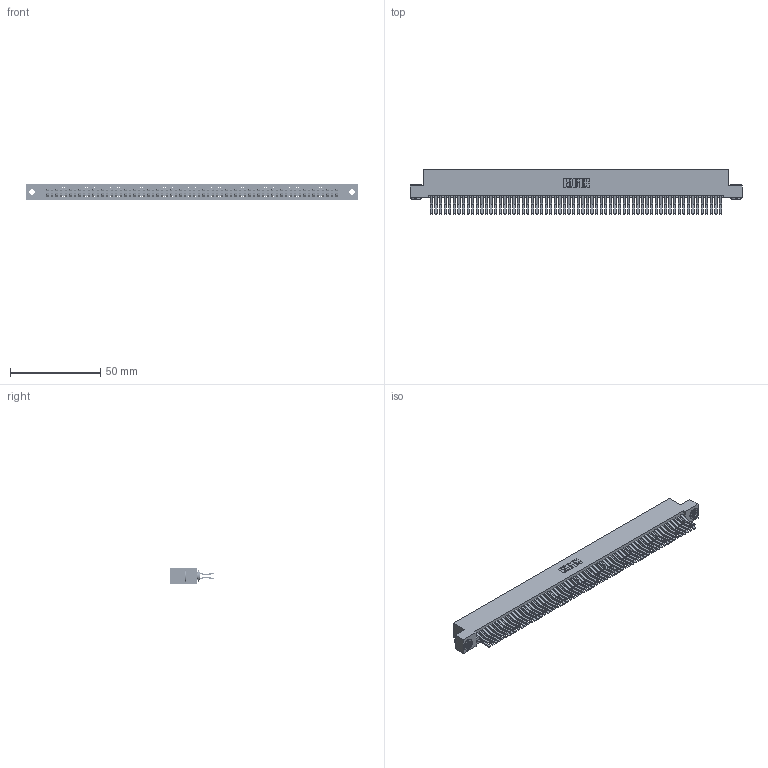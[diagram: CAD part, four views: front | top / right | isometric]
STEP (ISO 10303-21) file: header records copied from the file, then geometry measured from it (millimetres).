
FILE_DESCRIPTION (( 'STEP AP203' ), '1' );
FILE_NAME ('395-128-560-203.STEP', '2019-10-28T21:13:54', ( '' ), ( '' ), 'SwSTEP 2.0', 'SolidWorks 2016', '' );
FILE_SCHEMA (( 'CONFIG_CONTROL_DESIGN' ));
Length unit declared in the file: inch
Products named in the file (4): 345 Part_Flush Mounting Lugs - 0.156 Dia-TH; 345-292-001_560 Tail; 345-250-002_345-250-002-102; 395-128-560-203
Assembly tree (131 placements, depth 2):
  395-128-560-203
    345 Part_Flush Mounting Lugs - 0.156 Dia-TH
    345-292-001_560 Tail  x128
    345-250-002_345-250-002-102  x2
Bounding box: 183.77 x 24.45 x 9.4 mm (x, y, z)
Volume: 18914.1 mm3; surface area: 30747 mm2
Topology: 131 solids, 131 shells, 6820 faces, 20257 edges, 13330 vertices
Faces by surface type: plane 4314, cylinder 2498, cone 8
Entity records: 47992 total; most frequent: CARTESIAN_POINT 7999, ORIENTED_EDGE 7926, DIRECTION 7061, EDGE_CURVE 3963, VECTOR 3547, LINE 3547, VERTEX_POINT 2638, AXIS2_PLACEMENT_3D 1757
